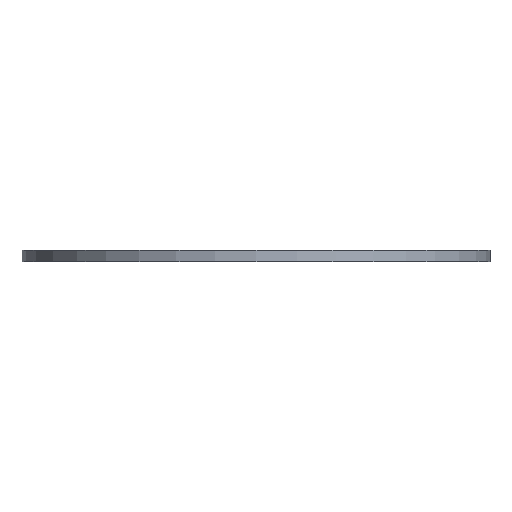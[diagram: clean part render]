
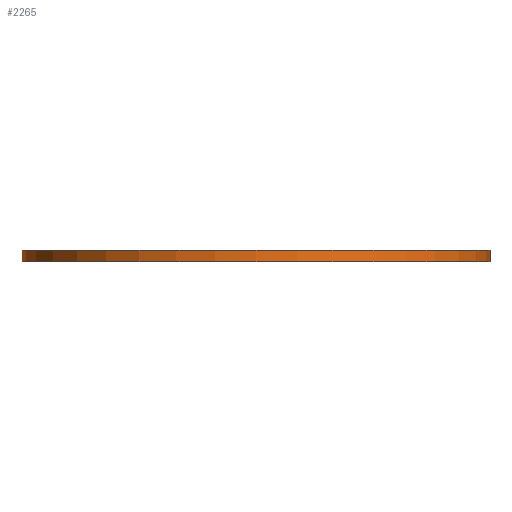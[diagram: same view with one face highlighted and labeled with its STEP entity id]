
A CAD part, front view. The second image highlights one B-rep face of the part: STEP entity #2265.
In plain terms, the highlighted cylindrical face has radius 100 mm (diameter 200 mm), a full revolution.
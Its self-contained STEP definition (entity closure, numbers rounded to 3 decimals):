
#187=FACE_OUTER_BOUND('',#318,.T.);
#318=EDGE_LOOP('',(#1949,#1950,#1951,#1952));
#496=LINE('',#3986,#656);
#656=VECTOR('',#3310,100.);
#661=CIRCLE('',#2288,100.);
#832=CIRCLE('',#2569,100.);
#839=VERTEX_POINT('',#3330);
#1056=VERTEX_POINT('',#3984);
#1064=EDGE_CURVE('',#839,#839,#661,.T.);
#1391=EDGE_CURVE('',#1056,#1056,#832,.T.);
#1392=EDGE_CURVE('',#1056,#839,#496,.T.);
#1949=ORIENTED_EDGE('',*,*,#1391,.F.);
#1950=ORIENTED_EDGE('',*,*,#1392,.T.);
#1951=ORIENTED_EDGE('',*,*,#1064,.T.);
#1952=ORIENTED_EDGE('',*,*,#1392,.F.);
#2152=CYLINDRICAL_SURFACE('',#2568,100.);
#2265=ADVANCED_FACE('',(#187),#2152,.T.);
#2288=AXIS2_PLACEMENT_3D('',#3331,#2590,#2591);
#2568=AXIS2_PLACEMENT_3D('',#3983,#3306,#3307);
#2569=AXIS2_PLACEMENT_3D('',#3985,#3308,#3309);
#2590=DIRECTION('center_axis',(0.,0.,1.));
#2591=DIRECTION('ref_axis',(1.,0.,0.));
#3306=DIRECTION('center_axis',(0.,0.,1.));
#3307=DIRECTION('ref_axis',(1.,0.,0.));
#3308=DIRECTION('center_axis',(0.,0.,1.));
#3309=DIRECTION('ref_axis',(1.,0.,0.));
#3310=DIRECTION('',(0.,0.,-1.));
#3330=CARTESIAN_POINT('',(-100.,0.,0.));
#3331=CARTESIAN_POINT('Origin',(0.,0.,0.));
#3983=CARTESIAN_POINT('Origin',(0.,0.,0.));
#3984=CARTESIAN_POINT('',(-100.,0.,4.75));
#3985=CARTESIAN_POINT('Origin',(0.,0.,4.75));
#3986=CARTESIAN_POINT('',(-100.,0.,0.));
